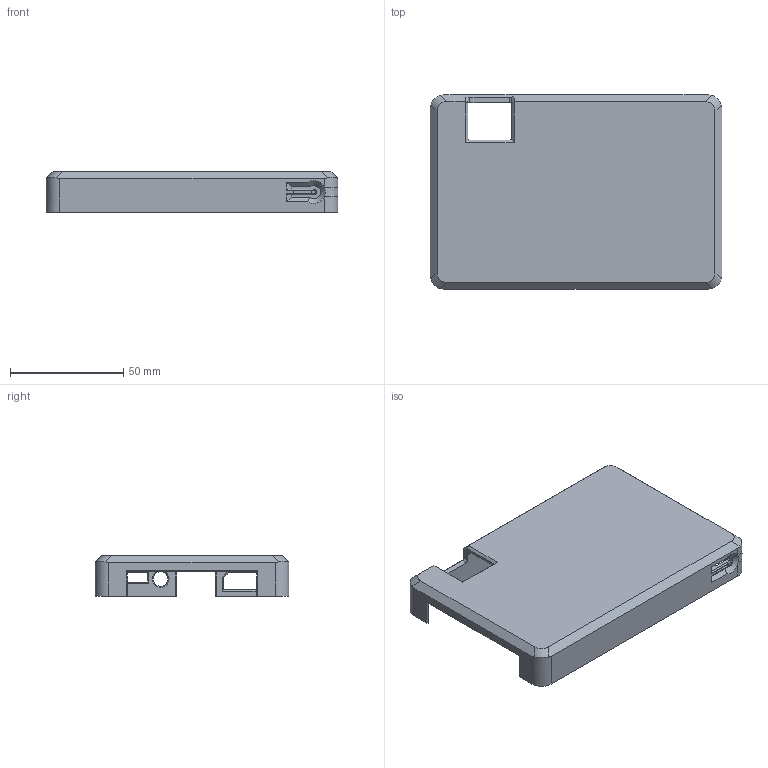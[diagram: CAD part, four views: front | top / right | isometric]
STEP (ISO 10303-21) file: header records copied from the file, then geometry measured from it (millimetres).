
FILE_DESCRIPTION(/* description */ ('Unknown'),/* implementation_level */ '2;1');
FILE_NAME(/* name */ 'bottom',/* time_stamp */ '2022-12-16T09:03:04+01:00',/* author */ ('Unknown'),/* organization */ ('Unknown'),/* preprocessor_version */ 'ST-DEVELOPER v16.7',/* originating_system */ 'Solid Edge',/* authorisation */ 'Unknown');
FILE_SCHEMA (('AUTOMOTIVE_DESIGN {1 0 10303 214 3 1 1}'));
Length unit declared in the file: millimetre
Products named in the file (1): bottom
Bounding box: 128.6 x 85.6 x 18 mm (x, y, z)
Volume: 36269.1 mm3; surface area: 32727.5 mm2
Topology: 1 solids, 1 shells, 270 faces, 703 edges, 418 vertices
Faces by surface type: plane 136, cylinder 95, bspline 17, torus 17, cone 5
Full cylindrical faces by diameter (mm): 4 x4, 6.5 x1
Entity records: 8345 total; most frequent: CARTESIAN_POINT 1756, DIRECTION 1395, ORIENTED_EDGE 1356, EDGE_CURVE 678, AXIS2_PLACEMENT_3D 478, LINE 439, VECTOR 439, VERTEX_POINT 416
